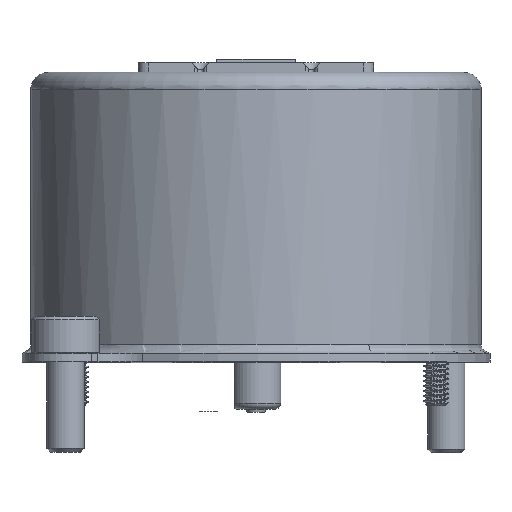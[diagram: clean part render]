
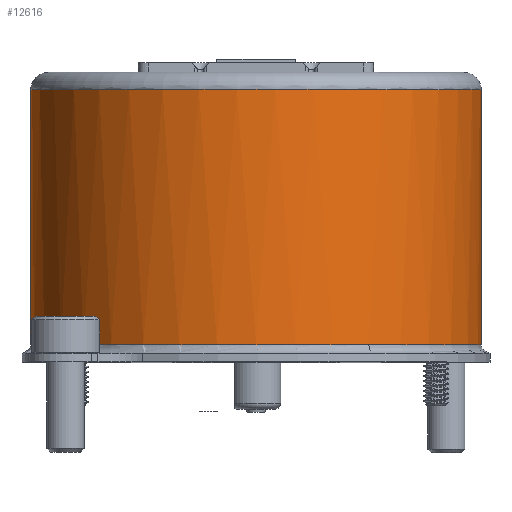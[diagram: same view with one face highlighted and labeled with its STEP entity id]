
A CAD part, top view. The second image highlights one B-rep face of the part: STEP entity #12616.
In plain terms, the highlighted cylindrical face has radius 18.2 mm (diameter 36.4 mm), a full revolution.
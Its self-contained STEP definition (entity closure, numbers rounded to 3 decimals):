
#551=B_SPLINE_CURVE_WITH_KNOTS('',3,(#24240,#24241,#24242,#24243,#24244,
#24245,#24246,#24247,#24248,#24249),.UNSPECIFIED.,.F.,.F.,(4,2,2,2,4),(-0.077,
-0.057,-0.038,-0.019,0.),
 .UNSPECIFIED.);
#552=B_SPLINE_CURVE_WITH_KNOTS('',3,(#24257,#24258,#24259,#24260,#24261,
#24262,#24263,#24264,#24265,#24266),.UNSPECIFIED.,.F.,.F.,(4,2,2,2,4),(-0.308,
-0.289,-0.27,-0.251,-0.231),
 .UNSPECIFIED.);
#1051=LINE('',#24236,#1867);
#1052=LINE('',#24251,#1868);
#1053=LINE('',#24255,#1869);
#1867=VECTOR('',#15919,18.2);
#1868=VECTOR('',#15922,1000.);
#1869=VECTOR('',#15925,1000.);
#2442=CYLINDRICAL_SURFACE('',#13641,18.2);
#2859=FACE_OUTER_BOUND('',#3566,.T.);
#3566=EDGE_LOOP('',(#9454,#9455,#9456,#9457,#9458,#9459,#9460,#9461,#9462,
#9463,#9464));
#4260=CIRCLE('',#13637,18.2);
#4261=CIRCLE('',#13638,18.2);
#4264=CIRCLE('',#13642,18.2);
#4265=CIRCLE('',#13643,18.2);
#4266=CIRCLE('',#13644,18.2);
#5175=VERTEX_POINT('',#24226);
#5176=VERTEX_POINT('',#24228);
#5178=VERTEX_POINT('',#24235);
#5179=VERTEX_POINT('',#24237);
#5180=VERTEX_POINT('',#24239);
#5181=VERTEX_POINT('',#24250);
#5182=VERTEX_POINT('',#24252);
#5183=VERTEX_POINT('',#24254);
#5184=VERTEX_POINT('',#24256);
#6692=EDGE_CURVE('',#5175,#5176,#4260,.T.);
#6693=EDGE_CURVE('',#5176,#5175,#4261,.T.);
#6696=EDGE_CURVE('',#5175,#5178,#1051,.T.);
#6697=EDGE_CURVE('',#5179,#5178,#4264,.T.);
#6698=EDGE_CURVE('',#5179,#5180,#551,.T.);
#6699=EDGE_CURVE('',#5180,#5181,#1052,.T.);
#6700=EDGE_CURVE('',#5181,#5182,#4265,.T.);
#6701=EDGE_CURVE('',#5182,#5183,#1053,.T.);
#6702=EDGE_CURVE('',#5183,#5184,#552,.T.);
#6703=EDGE_CURVE('',#5178,#5184,#4266,.T.);
#9454=ORIENTED_EDGE('',*,*,#6693,.F.);
#9455=ORIENTED_EDGE('',*,*,#6692,.F.);
#9456=ORIENTED_EDGE('',*,*,#6696,.T.);
#9457=ORIENTED_EDGE('',*,*,#6697,.F.);
#9458=ORIENTED_EDGE('',*,*,#6698,.T.);
#9459=ORIENTED_EDGE('',*,*,#6699,.T.);
#9460=ORIENTED_EDGE('',*,*,#6700,.T.);
#9461=ORIENTED_EDGE('',*,*,#6701,.T.);
#9462=ORIENTED_EDGE('',*,*,#6702,.T.);
#9463=ORIENTED_EDGE('',*,*,#6703,.F.);
#9464=ORIENTED_EDGE('',*,*,#6696,.F.);
#12616=ADVANCED_FACE('',(#2859),#2442,.T.);
#13637=AXIS2_PLACEMENT_3D('',#24229,#15909,#15910);
#13638=AXIS2_PLACEMENT_3D('',#24230,#15911,#15912);
#13641=AXIS2_PLACEMENT_3D('',#24234,#15917,#15918);
#13642=AXIS2_PLACEMENT_3D('',#24238,#15920,#15921);
#13643=AXIS2_PLACEMENT_3D('',#24253,#15923,#15924);
#13644=AXIS2_PLACEMENT_3D('',#24267,#15926,#15927);
#15909=DIRECTION('center_axis',(0.,-1.,0.));
#15910=DIRECTION('ref_axis',(1.,0.,0.));
#15911=DIRECTION('center_axis',(0.,-1.,0.));
#15912=DIRECTION('ref_axis',(1.,0.,0.));
#15917=DIRECTION('center_axis',(0.,-1.,0.));
#15918=DIRECTION('ref_axis',(0.,0.,
1.));
#15919=DIRECTION('',(0.,1.,0.));
#15920=DIRECTION('center_axis',(0.,1.,0.));
#15921=DIRECTION('ref_axis',(0.,0.,
-1.));
#15922=DIRECTION('',(0.,1.,0.));
#15923=DIRECTION('center_axis',(0.,-1.,0.));
#15924=DIRECTION('ref_axis',(-1.,0.,0.));
#15925=DIRECTION('',(0.,-1.,0.));
#15926=DIRECTION('center_axis',(0.,1.,0.));
#15927=DIRECTION('ref_axis',(0.,0.,
-1.));
#24226=CARTESIAN_POINT('',(0.386,1.288,-16.845));
#24228=CARTESIAN_POINT('',(18.586,1.288,1.355));
#24229=CARTESIAN_POINT('Origin',(0.386,1.288,1.355));
#24230=CARTESIAN_POINT('Origin',(0.386,1.288,1.355));
#24234=CARTESIAN_POINT('Origin',(0.386,23.288,1.355));
#24235=CARTESIAN_POINT('',(0.386,18.988,-16.845));
#24236=CARTESIAN_POINT('',(0.386,23.288,-16.845));
#24237=CARTESIAN_POINT('',(5.636,18.988,-16.072));
#24238=CARTESIAN_POINT('Origin',(0.386,18.988,1.355));
#24239=CARTESIAN_POINT('',(6.136,19.488,-15.913));
#24240=CARTESIAN_POINT('Ctrl Pts',(5.636,18.988,-16.072));
#24241=CARTESIAN_POINT('Ctrl Pts',(5.699,18.988,-16.053));
#24242=CARTESIAN_POINT('Ctrl Pts',(5.766,19.001,-16.032));
#24243=CARTESIAN_POINT('Ctrl Pts',(5.891,19.053,-15.993));
#24244=CARTESIAN_POINT('Ctrl Pts',(5.948,19.092,-15.975));
#24245=CARTESIAN_POINT('Ctrl Pts',(6.035,19.181,-15.946));
#24246=CARTESIAN_POINT('Ctrl Pts',(6.073,19.237,-15.934));
#24247=CARTESIAN_POINT('Ctrl Pts',(6.123,19.359,-15.917));
#24248=CARTESIAN_POINT('Ctrl Pts',(6.136,19.425,-15.913));
#24249=CARTESIAN_POINT('Ctrl Pts',(6.136,19.488,-15.913));
#24250=CARTESIAN_POINT('',(6.136,21.888,-15.913));
#24251=CARTESIAN_POINT('',(6.136,23.288,-15.913));
#24252=CARTESIAN_POINT('',(-5.364,21.888,-15.913));
#24253=CARTESIAN_POINT('Origin',(0.386,21.888,1.355));
#24254=CARTESIAN_POINT('',(-5.364,19.488,-15.913));
#24255=CARTESIAN_POINT('',(-5.364,23.288,-15.913));
#24256=CARTESIAN_POINT('',(-4.864,18.988,-16.072));
#24257=CARTESIAN_POINT('Ctrl Pts',(-5.364,19.488,-15.913));
#24258=CARTESIAN_POINT('Ctrl Pts',(-5.364,19.425,-15.913));
#24259=CARTESIAN_POINT('Ctrl Pts',(-5.352,19.359,-15.917));
#24260=CARTESIAN_POINT('Ctrl Pts',(-5.302,19.237,-15.934));
#24261=CARTESIAN_POINT('Ctrl Pts',(-5.264,19.181,-15.946));
#24262=CARTESIAN_POINT('Ctrl Pts',(-5.176,19.092,-15.975));
#24263=CARTESIAN_POINT('Ctrl Pts',(-5.119,19.053,-15.993));
#24264=CARTESIAN_POINT('Ctrl Pts',(-4.995,19.001,-16.032));
#24265=CARTESIAN_POINT('Ctrl Pts',(-4.927,18.988,-16.053));
#24266=CARTESIAN_POINT('Ctrl Pts',(-4.864,18.988,-16.072));
#24267=CARTESIAN_POINT('Origin',(0.386,18.988,1.355));
